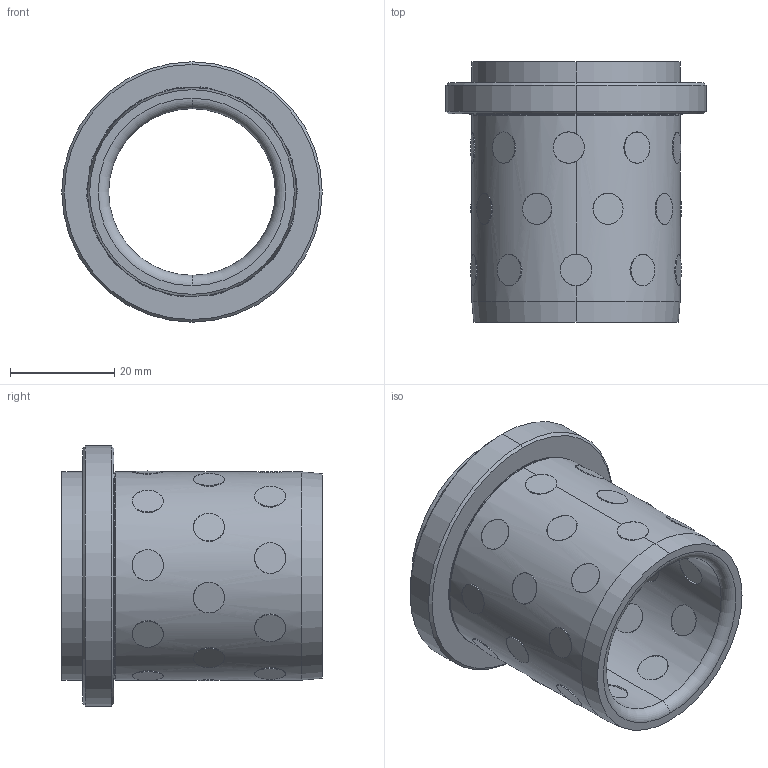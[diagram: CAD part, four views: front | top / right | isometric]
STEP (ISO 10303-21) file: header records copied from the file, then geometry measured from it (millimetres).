
FILE_DESCRIPTION (( 'STEP AP214' ), '1' );
FILE_NAME ('JNM-32.STEP', '2021-10-20T09:04:22', ( '' ), ( '' ), 'SwSTEP 2.0', 'SolidWorks 2016', '' );
FILE_SCHEMA (( 'AUTOMOTIVE_DESIGN' ));
Length unit declared in the file: millimetre
Products named in the file (32): ʯī-L4; JNM-32; JNM-D32-L50
Assembly tree (29 placements, depth 2):
  ʯī-L4
  JNM-32
    JNM-D32-L50
  ʯī-L4
  ʯī-L4
  ʯī-L4
Bounding box: 50 x 50 x 50 mm (x, y, z)
Volume: 26428.6 mm3; surface area: 17573 mm2
Topology: 28 solids, 28 shells, 190 faces, 399 edges, 262 vertices
Faces by surface type: cylinder 118, plane 58, cone 8, torus 6
Entity records: 6987 total; most frequent: CARTESIAN_POINT 4031, ORIENTED_EDGE 484, DIRECTION 406, EDGE_CURVE 242, AXIS2_PLACEMENT_3D 163, VERTEX_POINT 156, EDGE_LOOP 138, B_SPLINE_CURVE_WITH_KNOTS 121
